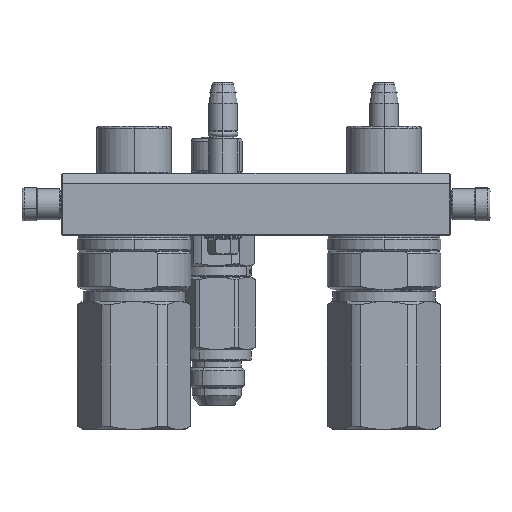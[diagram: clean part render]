
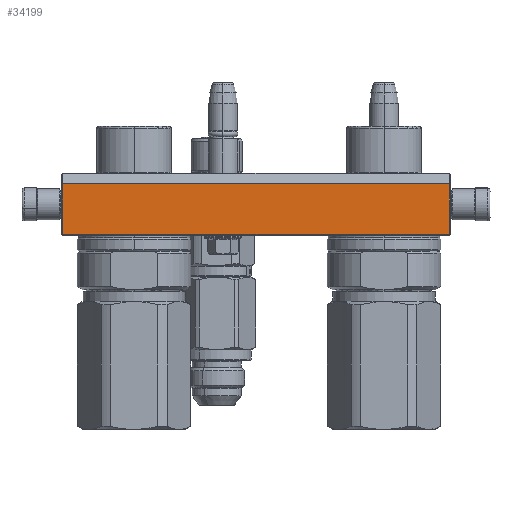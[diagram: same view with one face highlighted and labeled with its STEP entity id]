
A CAD part, left-side view. The second image highlights one B-rep face of the part: STEP entity #34199.
In plain terms, the highlighted face is planar.
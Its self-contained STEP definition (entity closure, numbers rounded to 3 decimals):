
#863 = DIRECTION ( 'NONE',  ( 0., 1., 0. ) ) ;
#1049 = CARTESIAN_POINT ( 'NONE',  ( 93.5, 29.5, -45. ) ) ;
#2617 = DIRECTION ( 'NONE',  ( -1., 0., 0. ) ) ;
#7178 = PLANE ( 'NONE',  #13703 ) ;
#12147 = DIRECTION ( 'NONE',  ( -1., 0., 0. ) ) ;
#13703 = AXIS2_PLACEMENT_3D ( 'NONE', #72465, #47832, #12147 ) ;
#13948 = LINE ( 'NONE', #56398, #14848 ) ;
#14848 = VECTOR ( 'NONE', #27217, 1000. ) ;
#18982 = ORIENTED_EDGE ( 'NONE', *, *, #27053, .F. ) ;
#21808 = ORIENTED_EDGE ( 'NONE', *, *, #58577, .T. ) ;
#22251 = ORIENTED_EDGE ( 'NONE', *, *, #65894, .F. ) ;
#23450 = CARTESIAN_POINT ( 'NONE',  ( -93.5, 5., -45. ) ) ;
#25057 = DIRECTION ( 'NONE',  ( -1., 0., 0. ) ) ;
#27053 = EDGE_CURVE ( 'NONE', #49534, #66838, #36628, .T. ) ;
#27217 = DIRECTION ( 'NONE',  ( 0., 1., 0. ) ) ;
#27444 = CARTESIAN_POINT ( 'NONE',  ( 93.5, 29.5, -45. ) ) ;
#29089 = VERTEX_POINT ( 'NONE', #61860 ) ;
#30180 = VERTEX_POINT ( 'NONE', #23450 ) ;
#30603 = CARTESIAN_POINT ( 'NONE',  ( 93.5, 5., -45. ) ) ;
#32476 = LINE ( 'NONE', #45874, #63304 ) ;
#34199 = ADVANCED_FACE ( 'NONE', ( #52377 ), #7178, .T. ) ;
#36628 = LINE ( 'NONE', #1049, #70349 ) ;
#42483 = EDGE_CURVE ( 'NONE', #30180, #66838, #13948, .T. ) ;
#44559 = CARTESIAN_POINT ( 'NONE',  ( -93.5, 29.5, -45. ) ) ;
#45874 = CARTESIAN_POINT ( 'NONE',  ( 93.5, 5., -45. ) ) ;
#46727 = LINE ( 'NONE', #30603, #76790 ) ;
#47832 = DIRECTION ( 'NONE',  ( 0., 0., -1. ) ) ;
#49534 = VERTEX_POINT ( 'NONE', #27444 ) ;
#52377 = FACE_OUTER_BOUND ( 'NONE', #58218, .T. ) ;
#54839 = ORIENTED_EDGE ( 'NONE', *, *, #42483, .T. ) ;
#56398 = CARTESIAN_POINT ( 'NONE',  ( -93.5, 5., -45. ) ) ;
#58218 = EDGE_LOOP ( 'NONE', ( #54839, #18982, #22251, #21808 ) ) ;
#58577 = EDGE_CURVE ( 'NONE', #29089, #30180, #32476, .T. ) ;
#61860 = CARTESIAN_POINT ( 'NONE',  ( 93.5, 5., -45. ) ) ;
#63304 = VECTOR ( 'NONE', #2617, 1000. ) ;
#65894 = EDGE_CURVE ( 'NONE', #29089, #49534, #46727, .T. ) ;
#66838 = VERTEX_POINT ( 'NONE', #44559 ) ;
#70349 = VECTOR ( 'NONE', #25057, 1000. ) ;
#72465 = CARTESIAN_POINT ( 'NONE',  ( 94., 0., -45. ) ) ;
#76790 = VECTOR ( 'NONE', #863, 1000. ) ;
